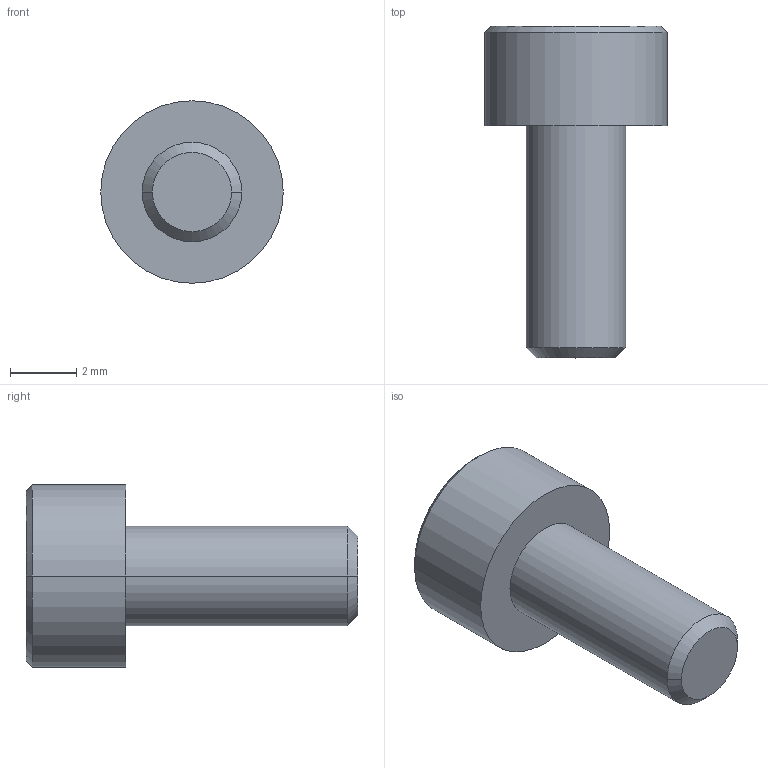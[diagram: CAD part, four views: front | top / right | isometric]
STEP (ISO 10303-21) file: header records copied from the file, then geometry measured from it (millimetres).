
FILE_DESCRIPTION (( 'STEP AP203' ), '1' );
FILE_NAME ('SCA-M3-L7.stp', '2024-09-13T03:49:44', ( '' ), ( '' ), 'SwSTEP 2.0', 'SolidWorks 2023', '' );
FILE_SCHEMA (( 'CONFIG_CONTROL_DESIGN' ));
Length unit declared in the file: millimetre
Products named in the file (1): SCA-M3-L7
Bounding box: 5.5 x 10 x 5.5 mm (x, y, z)
Volume: 111.8 mm3; surface area: 174.7 mm2
Topology: 1 solids, 1 shells, 18 faces, 38 edges, 24 vertices
Faces by surface type: plane 10, cone 4, cylinder 4
Entity records: 559 total; most frequent: DIRECTION 88, CARTESIAN_POINT 81, ORIENTED_EDGE 76, EDGE_CURVE 38, AXIS2_PLACEMENT_3D 31, LINE 26, VECTOR 26, VERTEX_POINT 24
